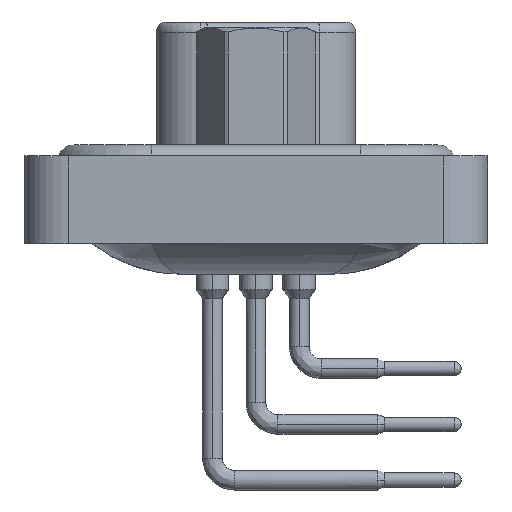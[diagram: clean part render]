
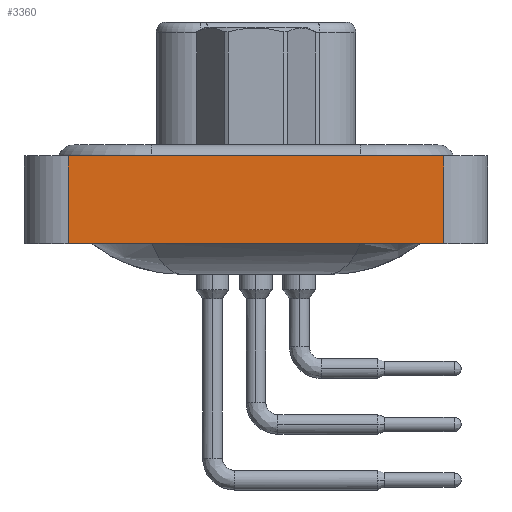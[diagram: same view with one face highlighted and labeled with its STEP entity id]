
A CAD part, left-side view. The second image highlights one B-rep face of the part: STEP entity #3360.
In plain terms, the highlighted planar face has unit normal (-1, 0, 0).
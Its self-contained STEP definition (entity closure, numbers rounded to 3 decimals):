
#264 = VERTEX_POINT ( 'NONE', #39611 ) ;
#930 = EDGE_CURVE ( 'NONE', #264, #23228, #1911, .T. ) ;
#1192 = DIRECTION ( 'NONE',  ( 0., 0., 1. ) ) ;
#1318 = VERTEX_POINT ( 'NONE', #14618 ) ;
#1615 = LINE ( 'NONE', #15568, #36843 ) ;
#1782 = VECTOR ( 'NONE', #1192, 1000. ) ;
#1911 = LINE ( 'NONE', #33446, #27397 ) ;
#3360 = ADVANCED_FACE ( 'NONE', ( #41626 ), #25683, .T. ) ;
#4668 = AXIS2_PLACEMENT_3D ( 'NONE', #32307, #12450, #35571 ) ;
#5759 = EDGE_CURVE ( 'NONE', #29307, #1318, #1615, .T. ) ;
#7534 = EDGE_CURVE ( 'NONE', #23228, #1318, #31592, .T. ) ;
#8018 = ORIENTED_EDGE ( 'NONE', *, *, #5759, .F. ) ;
#10249 = EDGE_CURVE ( 'NONE', #264, #29307, #33935, .T. ) ;
#12234 = DIRECTION ( 'NONE',  ( 0., -1., 0. ) ) ;
#12450 = DIRECTION ( 'NONE',  ( -1., 0., 0. ) ) ;
#14588 = ORIENTED_EDGE ( 'NONE', *, *, #930, .T. ) ;
#14618 = CARTESIAN_POINT ( 'NONE',  ( -7.35, -8.55, 0.4 ) ) ;
#15568 = CARTESIAN_POINT ( 'NONE',  ( -7.35, -8.55, 0.4 ) ) ;
#21137 = CARTESIAN_POINT ( 'NONE',  ( -7.35, 8.55, -3.6 ) ) ;
#22826 = VECTOR ( 'NONE', #39190, 1000. ) ;
#23228 = VERTEX_POINT ( 'NONE', #29715 ) ;
#25683 = PLANE ( 'NONE',  #4668 ) ;
#27235 = ORIENTED_EDGE ( 'NONE', *, *, #7534, .T. ) ;
#27397 = VECTOR ( 'NONE', #42329, 1000. ) ;
#29263 = CARTESIAN_POINT ( 'NONE',  ( -7.35, -8.55, -3.6 ) ) ;
#29307 = VERTEX_POINT ( 'NONE', #32781 ) ;
#29715 = CARTESIAN_POINT ( 'NONE',  ( -7.35, -8.55, -3.6 ) ) ;
#30934 = EDGE_LOOP ( 'NONE', ( #27235, #8018, #31521, #14588 ) ) ;
#31521 = ORIENTED_EDGE ( 'NONE', *, *, #10249, .F. ) ;
#31592 = LINE ( 'NONE', #29263, #22826 ) ;
#32307 = CARTESIAN_POINT ( 'NONE',  ( -7.35, -8.55, -3.6 ) ) ;
#32781 = CARTESIAN_POINT ( 'NONE',  ( -7.35, 8.55, 0.4 ) ) ;
#33446 = CARTESIAN_POINT ( 'NONE',  ( -7.35, -8.55, -3.6 ) ) ;
#33935 = LINE ( 'NONE', #21137, #1782 ) ;
#35571 = DIRECTION ( 'NONE',  ( 0., 0., 1. ) ) ;
#36843 = VECTOR ( 'NONE', #12234, 1000. ) ;
#39190 = DIRECTION ( 'NONE',  ( 0., 0., 1. ) ) ;
#39611 = CARTESIAN_POINT ( 'NONE',  ( -7.35, 8.55, -3.6 ) ) ;
#41626 = FACE_OUTER_BOUND ( 'NONE', #30934, .T. ) ;
#42329 = DIRECTION ( 'NONE',  ( 0., -1., 0. ) ) ;
